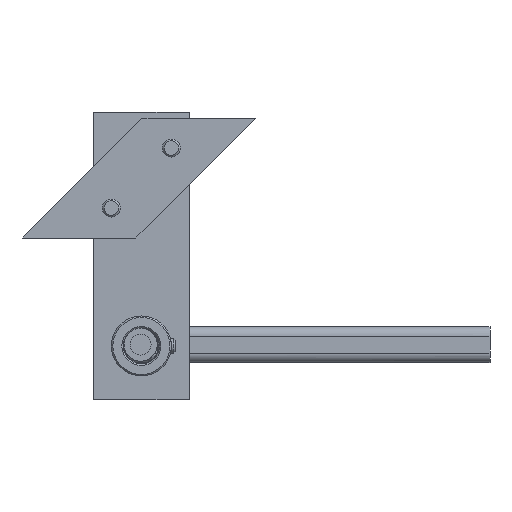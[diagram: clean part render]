
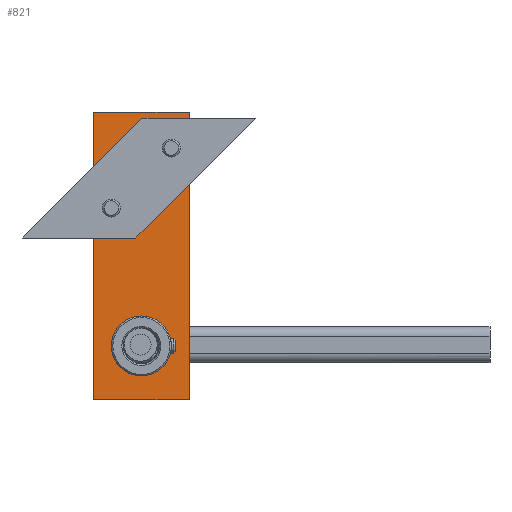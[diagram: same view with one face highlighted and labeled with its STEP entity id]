
A CAD part, front view. The second image highlights one B-rep face of the part: STEP entity #821.
In plain terms, the highlighted planar face has unit normal (0, -1, 0).
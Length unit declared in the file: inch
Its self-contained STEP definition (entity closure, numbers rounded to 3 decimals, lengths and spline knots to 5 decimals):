
#457=CARTESIAN_POINT('',(-0.375,0.0,-4.875));
#458=VERTEX_POINT('',#457);
#459=CARTESIAN_POINT('',(-1.,0.0,-4.875));
#460=DIRECTION('',(0.0,1.0,0.0));
#461=DIRECTION('',(-1.0,0.0,0.0));
#462=AXIS2_PLACEMENT_3D('',#459,#460,#461);
#463=CIRCLE('',#462,0.625);
#464=EDGE_CURVE('',#458,#458,#463,.T.);
#584=CARTESIAN_POINT('',(-0.59375,0.0,-0.75));
#585=VERTEX_POINT('',#584);
#586=CARTESIAN_POINT('',(-0.375,0.0,-0.75));
#587=DIRECTION('',(0.0,1.0,0.0));
#588=DIRECTION('',(1.0,0.0,0.0));
#589=AXIS2_PLACEMENT_3D('',#586,#587,#588);
#590=CIRCLE('',#589,0.21875);
#591=EDGE_CURVE('',#585,#585,#590,.T.);
#633=CARTESIAN_POINT('',(-1.84375,0.0,-2.0));
#634=VERTEX_POINT('',#633);
#635=CARTESIAN_POINT('',(-1.625,0.0,-2.0));
#636=DIRECTION('',(0.0,1.0,0.0));
#637=DIRECTION('',(1.0,0.0,0.0));
#638=AXIS2_PLACEMENT_3D('',#635,#636,#637);
#639=CIRCLE('',#638,0.21875);
#640=EDGE_CURVE('',#634,#634,#639,.T.);
#671=CARTESIAN_POINT('',(-2.,0.0,-6.0));
#672=VERTEX_POINT('',#671);
#679=CARTESIAN_POINT('',(-2.0,0.0,0.0));
#680=VERTEX_POINT('',#679);
#681=CARTESIAN_POINT('',(-2.0,0.0,0.0));
#682=DIRECTION('',(0.0,0.0,-1.0));
#683=VECTOR('',#682,6.0);
#684=LINE('',#681,#683);
#685=EDGE_CURVE('',#680,#672,#684,.T.);
#709=CARTESIAN_POINT('',(0.,0.0,-6.0));
#710=VERTEX_POINT('',#709);
#717=CARTESIAN_POINT('',(-2.,0.0,-6.0));
#718=DIRECTION('',(1.0,0.0,0.0));
#719=VECTOR('',#718,2.);
#720=LINE('',#717,#719);
#721=EDGE_CURVE('',#672,#710,#720,.T.);
#740=CARTESIAN_POINT('',(0.0,0.0,0.0));
#741=VERTEX_POINT('',#740);
#748=CARTESIAN_POINT('',(0.,0.0,-6.0));
#749=DIRECTION('',(0.0,0.0,1.0));
#750=VECTOR('',#749,6.0);
#751=LINE('',#748,#750);
#752=EDGE_CURVE('',#710,#741,#751,.T.);
#770=CARTESIAN_POINT('',(0.0,0.0,0.0));
#771=DIRECTION('',(-1.0,0.0,0.0));
#772=VECTOR('',#771,2.0);
#773=LINE('',#770,#772);
#774=EDGE_CURVE('',#741,#680,#773,.T.);
#801=CARTESIAN_POINT('',(-1.,0.0,-3.0));
#802=DIRECTION('',(0.0,1.0,0.0));
#803=DIRECTION('',(0.0,0.0,1.0));
#804=AXIS2_PLACEMENT_3D('',#801,#802,#803);
#805=PLANE('',#804);
#806=ORIENTED_EDGE('',*,*,#774,.T.);
#807=ORIENTED_EDGE('',*,*,#685,.T.);
#808=ORIENTED_EDGE('',*,*,#721,.T.);
#809=ORIENTED_EDGE('',*,*,#752,.T.);
#810=EDGE_LOOP('',(#806,#807,#808,#809));
#811=FACE_OUTER_BOUND('',#810,.T.);
#812=ORIENTED_EDGE('',*,*,#464,.T.);
#813=EDGE_LOOP('',(#812));
#814=FACE_BOUND('',#813,.T.);
#815=ORIENTED_EDGE('',*,*,#591,.T.);
#816=EDGE_LOOP('',(#815));
#817=FACE_BOUND('',#816,.T.);
#818=ORIENTED_EDGE('',*,*,#640,.T.);
#819=EDGE_LOOP('',(#818));
#820=FACE_BOUND('',#819,.T.);
#821=ADVANCED_FACE('',(#811,#814,#817,#820),#805,.F.);
